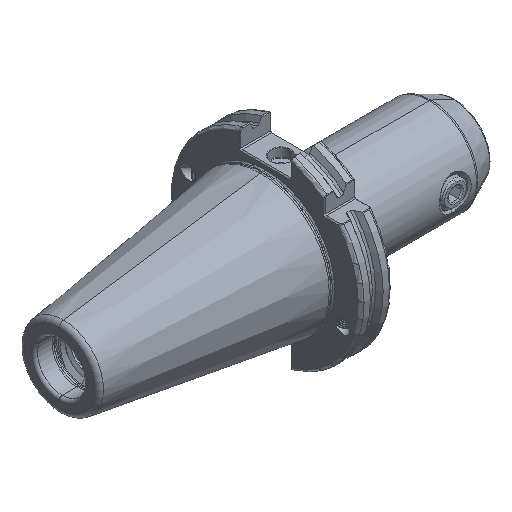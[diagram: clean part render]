
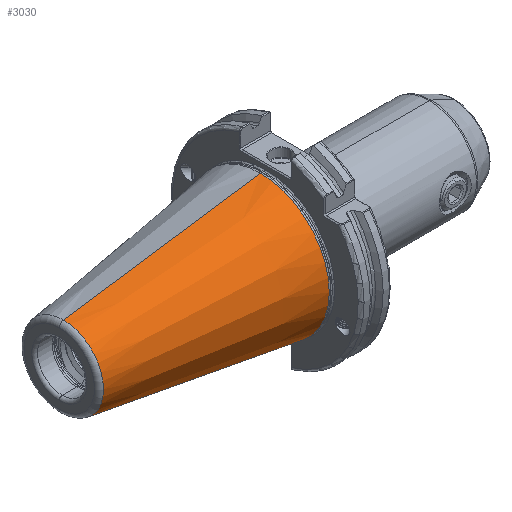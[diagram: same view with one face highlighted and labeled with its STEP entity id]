
A CAD part, isometric view. The second image highlights one B-rep face of the part: STEP entity #3030.
In plain terms, the highlighted conical face has half-angle 8.297 degrees and reference radius 35.392 mm.
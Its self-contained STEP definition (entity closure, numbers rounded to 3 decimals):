
#414 = CONICAL_SURFACE ( 'NONE', #20758, 35.392, 0.145 ) ;
#476 = FACE_OUTER_BOUND ( 'NONE', #28359, .T. ) ;
#1044 = AXIS2_PLACEMENT_3D ( 'NONE', #24305, #24278, #24282 ) ;
#1045 = AXIS2_PLACEMENT_3D ( 'NONE', #17151, #17155, #17156 ) ;
#1114 = AXIS2_PLACEMENT_3D ( 'NONE', #9899, #9966, #9928 ) ;
#3030 = ADVANCED_FACE ( 'NONE', ( #476 ), #414, .T. ) ;
#3808 = CARTESIAN_POINT ( 'NONE',  ( -2.5, -35.027, 0. ) ) ;
#4093 = EDGE_CURVE ( 'NONE', #27975, #6402, #5830, .T. ) ;
#4128 = EDGE_CURVE ( 'NONE', #6393, #6373, #5786, .T. ) ;
#4377 = EDGE_CURVE ( 'NONE', #6411, #27975, #6031, .T. ) ;
#4384 = EDGE_CURVE ( 'NONE', #6373, #6402, #6039, .T. ) ;
#4415 = EDGE_CURVE ( 'NONE', #6393, #6411, #6083, .T. ) ;
#5786 = CIRCLE ( 'NONE', #1045, 20.399 ) ;
#5830 = CIRCLE ( 'NONE', #1044, 35.027 ) ;
#6031 = CIRCLE ( 'NONE', #1114, 35.027 ) ;
#6039 = LINE ( 'NONE', #10421, #6042 ) ;
#6042 = VECTOR ( 'NONE', #10475, 1000. ) ;
#6083 = LINE ( 'NONE', #11080, #6099 ) ;
#6099 = VECTOR ( 'NONE', #11141, 1000. ) ;
#6373 = VERTEX_POINT ( 'NONE', #10380 ) ;
#6393 = VERTEX_POINT ( 'NONE', #10471 ) ;
#6402 = VERTEX_POINT ( 'NONE', #10406 ) ;
#6411 = VERTEX_POINT ( 'NONE', #10420 ) ;
#9899 = CARTESIAN_POINT ( 'NONE',  ( -2.5, 0., 0. ) ) ;
#9928 = DIRECTION ( 'NONE',  ( 0., 1., 0. ) ) ;
#9966 = DIRECTION ( 'NONE',  ( 1., 0., 0. ) ) ;
#10380 = CARTESIAN_POINT ( 'NONE',  ( -102.811, 0., -20.399 ) ) ;
#10406 = CARTESIAN_POINT ( 'NONE',  ( -2.5, 0., -35.027 ) ) ;
#10420 = CARTESIAN_POINT ( 'NONE',  ( -2.5, 0., 35.027 ) ) ;
#10421 = CARTESIAN_POINT ( 'NONE',  ( 0., 0., -35.392 ) ) ;
#10471 = CARTESIAN_POINT ( 'NONE',  ( -102.811, 0., 20.399 ) ) ;
#10475 = DIRECTION ( 'NONE',  ( 0.99, 0., -0.144 ) ) ;
#11080 = CARTESIAN_POINT ( 'NONE',  ( 0., 0., 35.392 ) ) ;
#11141 = DIRECTION ( 'NONE',  ( 0.99, 0., 0.144 ) ) ;
#17151 = CARTESIAN_POINT ( 'NONE',  ( -102.811, 0., 0. ) ) ;
#17155 = DIRECTION ( 'NONE',  ( 1., 0., 0. ) ) ;
#17156 = DIRECTION ( 'NONE',  ( 0., 0., 1. ) ) ;
#19416 = DIRECTION ( 'NONE',  ( 1., 0., 0. ) ) ;
#19420 = DIRECTION ( 'NONE',  ( 0., 0., -1. ) ) ;
#19438 = CARTESIAN_POINT ( 'NONE',  ( 0., 0., 0. ) ) ;
#20758 = AXIS2_PLACEMENT_3D ( 'NONE', #19438, #19416, #19420 ) ;
#23163 = ORIENTED_EDGE ( 'NONE', *, *, #4128, .T. ) ;
#23183 = ORIENTED_EDGE ( 'NONE', *, *, #4384, .T. ) ;
#23187 = ORIENTED_EDGE ( 'NONE', *, *, #4093, .F. ) ;
#23189 = ORIENTED_EDGE ( 'NONE', *, *, #4415, .F. ) ;
#23199 = ORIENTED_EDGE ( 'NONE', *, *, #4377, .F. ) ;
#24278 = DIRECTION ( 'NONE',  ( 1., 0., 0. ) ) ;
#24282 = DIRECTION ( 'NONE',  ( 0., 1., 0. ) ) ;
#24305 = CARTESIAN_POINT ( 'NONE',  ( -2.5, 0., 0. ) ) ;
#27975 = VERTEX_POINT ( 'NONE', #3808 ) ;
#28359 = EDGE_LOOP ( 'NONE', ( #23189, #23163, #23183, #23187, #23199 ) ) ;
